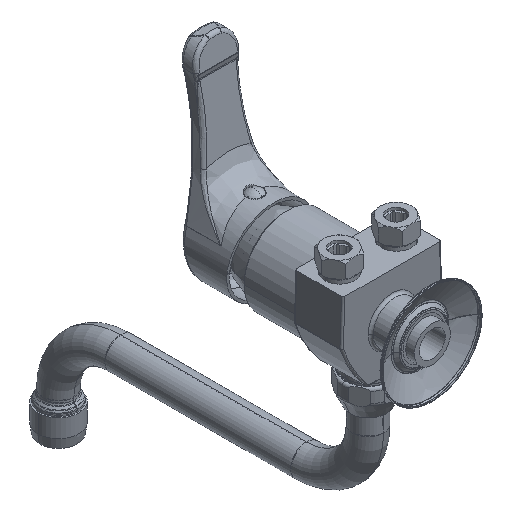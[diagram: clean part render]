
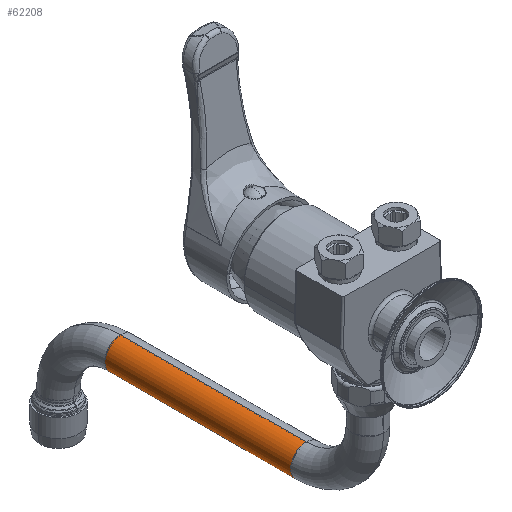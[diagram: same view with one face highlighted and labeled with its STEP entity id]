
A CAD part, isometric view. The second image highlights one B-rep face of the part: STEP entity #62208.
In plain terms, the highlighted cylindrical face has radius 9 mm (diameter 18 mm), a partial arc.
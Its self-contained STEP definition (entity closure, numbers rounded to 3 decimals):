
#57941=DIRECTION('',(0.,1.,0.));
#57942=VECTOR('',#57941,108.);
#57943=CARTESIAN_POINT('',(0.,22.,-86.));
#57944=LINE('',#57943,#57942);
#57983=CARTESIAN_POINT('',(0.,22.,-95.));
#57984=DIRECTION('',(0.,1.,0.));
#57985=DIRECTION('',(0.,0.,-1.));
#57986=AXIS2_PLACEMENT_3D('',#57983,#57984,#57985);
#57988=DIRECTION('',(0.,1.,0.));
#57989=VECTOR('',#57988,108.);
#57990=CARTESIAN_POINT('',(0.,22.,-104.));
#57991=LINE('',#57990,#57989);
#57992=CARTESIAN_POINT('',(0.,130.,-95.));
#57993=DIRECTION('',(0.,1.,0.));
#57994=DIRECTION('',(0.,0.,-1.));
#57995=AXIS2_PLACEMENT_3D('',#57992,#57993,#57994);
#60182=CARTESIAN_POINT('',(0.,22.,-104.));
#60183=CARTESIAN_POINT('',(0.,22.,-86.));
#60184=VERTEX_POINT('',#60182);
#60185=VERTEX_POINT('',#60183);
#60190=CARTESIAN_POINT('',(0.,130.,-104.));
#60191=CARTESIAN_POINT('',(0.,130.,-86.));
#60192=VERTEX_POINT('',#60190);
#60193=VERTEX_POINT('',#60191);
#62196=CARTESIAN_POINT('',(0.,22.,-95.));
#62197=DIRECTION('',(0.,1.,0.));
#62198=DIRECTION('',(0.,0.,-1.));
#62199=AXIS2_PLACEMENT_3D('',#62196,#62197,#62198);
#62200=CYLINDRICAL_SURFACE('',#62199,9.);
#62201=ORIENTED_EDGE('',*,*,#62183,.F.);
#62202=ORIENTED_EDGE('',*,*,#62099,.T.);
#62204=ORIENTED_EDGE('',*,*,#62203,.T.);
#62205=ORIENTED_EDGE('',*,*,#62096,.F.);
#62206=EDGE_LOOP('',(#62201,#62202,#62204,#62205));
#62207=FACE_OUTER_BOUND('',#62206,.F.);
#62208=ADVANCED_FACE('',(#62207),#62200,.T.);
#57987=CIRCLE('',#57986,9.);
#57996=CIRCLE('',#57995,9.);
#62096=EDGE_CURVE('',#60185,#60193,#57944,.T.);
#62099=EDGE_CURVE('',#60184,#60192,#57991,.T.);
#62183=EDGE_CURVE('',#60184,#60185,#57987,.T.);
#62203=EDGE_CURVE('',#60192,#60193,#57996,.T.);
